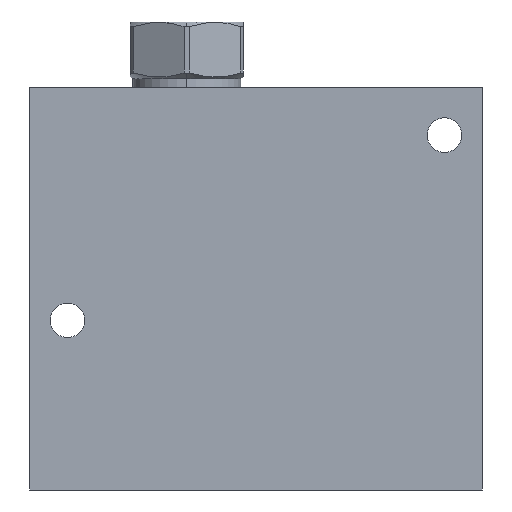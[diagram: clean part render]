
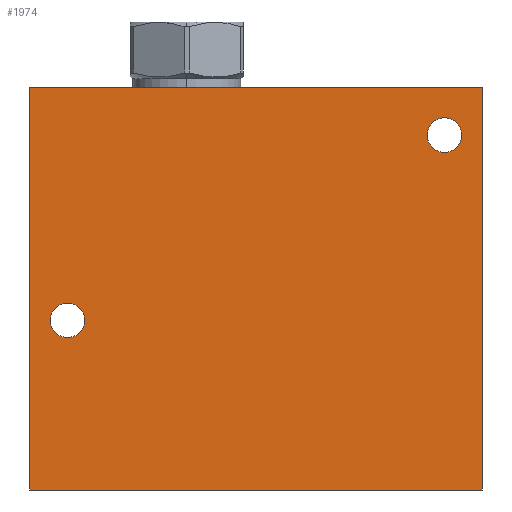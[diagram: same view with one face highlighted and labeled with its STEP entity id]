
A CAD part, front view. The second image highlights one B-rep face of the part: STEP entity #1974.
In plain terms, the highlighted planar face has unit normal (0, -1, 0).
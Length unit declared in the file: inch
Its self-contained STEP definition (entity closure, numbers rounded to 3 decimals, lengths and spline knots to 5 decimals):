
#5=DIRECTION('',(1.,0.,0.));
#6=VECTOR('',#5,4.5);
#7=CARTESIAN_POINT('',(0.,-2.,0.));
#8=LINE('',#7,#6);
#65=DIRECTION('',(0.,0.,1.));
#66=VECTOR('',#65,4.);
#67=CARTESIAN_POINT('',(4.5,-2.,0.));
#68=LINE('',#67,#66);
#99=DIRECTION('',(0.,0.,1.));
#100=VECTOR('',#99,4.);
#101=CARTESIAN_POINT('',(0.,-2.,0.));
#102=LINE('',#101,#100);
#103=CARTESIAN_POINT('',(0.375,-2.,1.688));
#104=DIRECTION('',(0.,-1.,0.));
#105=DIRECTION('',(-1.,0.,0.));
#106=AXIS2_PLACEMENT_3D('',#103,#104,#105);
#108=CARTESIAN_POINT('',(0.375,-2.,1.688));
#109=DIRECTION('',(0.,-1.,0.));
#110=DIRECTION('',(1.,0.,0.));
#111=AXIS2_PLACEMENT_3D('',#108,#109,#110);
#113=CARTESIAN_POINT('',(4.125,-2.,3.531));
#114=DIRECTION('',(0.,-1.,0.));
#115=DIRECTION('',(-1.,0.,0.));
#116=AXIS2_PLACEMENT_3D('',#113,#114,#115);
#118=CARTESIAN_POINT('',(4.125,-2.,3.531));
#119=DIRECTION('',(0.,-1.,0.));
#120=DIRECTION('',(1.,0.,0.));
#121=AXIS2_PLACEMENT_3D('',#118,#119,#120);
#135=DIRECTION('',(1.,0.,0.));
#136=VECTOR('',#135,4.5);
#137=CARTESIAN_POINT('',(0.,-2.,4.));
#138=LINE('',#137,#136);
#1572=CARTESIAN_POINT('',(0.,-2.,0.));
#1574=VERTEX_POINT('',#1572);
#1575=CARTESIAN_POINT('',(4.5,-2.,0.));
#1576=VERTEX_POINT('',#1575);
#1580=CARTESIAN_POINT('',(0.,-2.,4.));
#1582=VERTEX_POINT('',#1580);
#1583=CARTESIAN_POINT('',(4.5,-2.,4.));
#1584=VERTEX_POINT('',#1583);
#1639=CARTESIAN_POINT('',(0.203,-2.,1.688));
#1640=CARTESIAN_POINT('',(0.547,-2.,1.688));
#1641=VERTEX_POINT('',#1639);
#1642=VERTEX_POINT('',#1640);
#1647=CARTESIAN_POINT('',(3.953,-2.,3.531));
#1648=CARTESIAN_POINT('',(4.297,-2.,3.531));
#1649=VERTEX_POINT('',#1647);
#1650=VERTEX_POINT('',#1648);
#1950=CARTESIAN_POINT('',(0.,-2.,0.));
#1951=DIRECTION('',(0.,-1.,0.));
#1952=DIRECTION('',(1.,0.,0.));
#1953=AXIS2_PLACEMENT_3D('',#1950,#1951,#1952);
#1954=PLANE('',#1953);
#1955=ORIENTED_EDGE('',*,*,#1856,.F.);
#1956=ORIENTED_EDGE('',*,*,#1875,.T.);
#1958=ORIENTED_EDGE('',*,*,#1957,.T.);
#1959=ORIENTED_EDGE('',*,*,#1924,.F.);
#1960=EDGE_LOOP('',(#1955,#1956,#1958,#1959));
#1961=FACE_OUTER_BOUND('',#1960,.F.);
#1963=ORIENTED_EDGE('',*,*,#1962,.T.);
#1965=ORIENTED_EDGE('',*,*,#1964,.T.);
#1966=EDGE_LOOP('',(#1963,#1965));
#1967=FACE_BOUND('',#1966,.F.);
#1969=ORIENTED_EDGE('',*,*,#1968,.T.);
#1971=ORIENTED_EDGE('',*,*,#1970,.T.);
#1972=EDGE_LOOP('',(#1969,#1971));
#1973=FACE_BOUND('',#1972,.F.);
#1974=ADVANCED_FACE('',(#1961,#1967,#1973),#1954,.T.);
#107=CIRCLE('',#106,0.172);
#112=CIRCLE('',#111,0.172);
#117=CIRCLE('',#116,0.172);
#122=CIRCLE('',#121,0.172);
#1856=EDGE_CURVE('',#1574,#1576,#8,.T.);
#1875=EDGE_CURVE('',#1574,#1582,#102,.T.);
#1924=EDGE_CURVE('',#1576,#1584,#68,.T.);
#1957=EDGE_CURVE('',#1582,#1584,#138,.T.);
#1962=EDGE_CURVE('',#1641,#1642,#107,.T.);
#1964=EDGE_CURVE('',#1642,#1641,#112,.T.);
#1968=EDGE_CURVE('',#1649,#1650,#117,.T.);
#1970=EDGE_CURVE('',#1650,#1649,#122,.T.);
